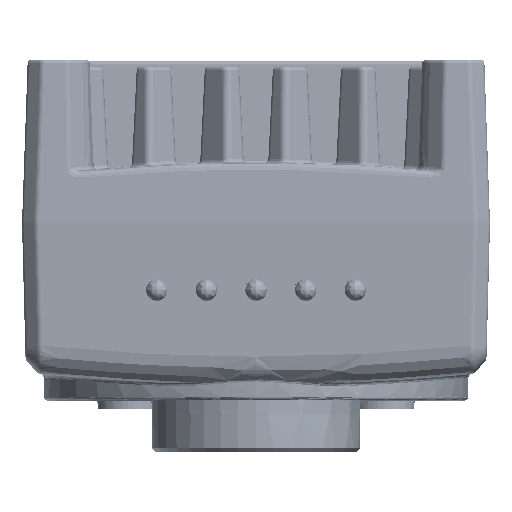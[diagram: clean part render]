
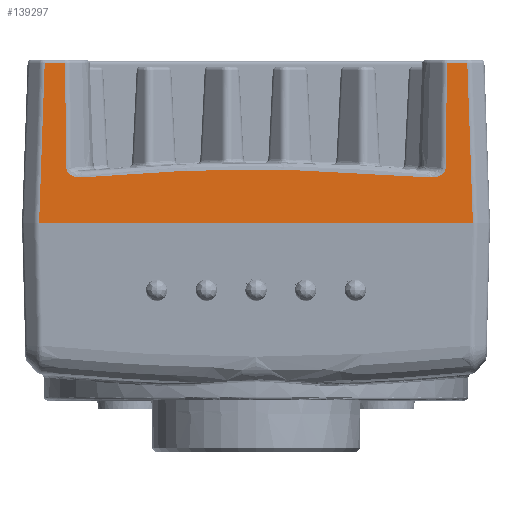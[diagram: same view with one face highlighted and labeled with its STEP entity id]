
A CAD part, top view. The second image highlights one B-rep face of the part: STEP entity #139297.
In plain terms, the highlighted planar face has unit normal (0, 0.035, 0.999).
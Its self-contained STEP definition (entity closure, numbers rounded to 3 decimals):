
#103091=DIRECTION('',(1.,0.,0.));
#103092=VECTOR('',#103091,2.851);
#103093=CARTESIAN_POINT('',(26.947,43.517,
31.214));
#103094=LINE('',#103093,#103092);
#103095=DIRECTION('',(0.035,-0.999,0.035));
#103096=VECTOR('',#103095,22.545);
#103097=CARTESIAN_POINT('',(29.798,43.517,
31.214));
#103098=LINE('',#103097,#103096);
#103099=DIRECTION('',(-1.,0.,0.));
#103100=VECTOR('',#103099,61.169);
#103101=CARTESIAN_POINT('',(30.585,21.,32.));
#103102=LINE('',#103101,#103100);
#103103=DIRECTION('',(0.035,0.999,-0.035));
#103104=VECTOR('',#103103,22.545);
#103105=CARTESIAN_POINT('',(-30.585,21.,32.));
#103106=LINE('',#103105,#103104);
#103107=DIRECTION('',(-1.,0.,0.));
#103108=VECTOR('',#103107,2.851);
#103109=CARTESIAN_POINT('',(-26.947,43.517,
31.214));
#103110=LINE('',#103109,#103108);
#103111=DIRECTION('',(-0.014,0.999,-0.035));
#103112=VECTOR('',#103111,14.767);
#103113=CARTESIAN_POINT('',(-26.734,28.761,
31.729));
#103114=LINE('',#103113,#103112);
#103115=CARTESIAN_POINT('',(-24.528,27.414,
31.776));
#103116=CARTESIAN_POINT('',(-24.672,27.401,
31.776));
#103117=CARTESIAN_POINT('',(-24.946,27.396,
31.777));
#103118=CARTESIAN_POINT('',(-25.313,27.44,
31.775));
#103119=CARTESIAN_POINT('',(-25.641,27.523,
31.772));
#103120=CARTESIAN_POINT('',(-25.927,27.639,
31.768));
#103121=CARTESIAN_POINT('',(-26.171,27.783,
31.763));
#103122=CARTESIAN_POINT('',(-26.374,27.951,
31.757));
#103123=CARTESIAN_POINT('',(-26.53,28.134,
31.751));
#103124=CARTESIAN_POINT('',(-26.644,28.33,
31.744));
#103125=CARTESIAN_POINT('',(-26.717,28.549,
31.736));
#103126=CARTESIAN_POINT('',(-26.732,28.69,
31.731));
#103127=CARTESIAN_POINT('',(-26.734,28.761,
31.729));
#103129=CARTESIAN_POINT('',(24.528,27.414,
31.776));
#103130=CARTESIAN_POINT('',(20.685,27.766,
31.764));
#103131=CARTESIAN_POINT('',(12.918,28.305,
31.745));
#103132=CARTESIAN_POINT('',(1.552,28.618,
31.734));
#103133=CARTESIAN_POINT('',(-11.098,28.412,
31.741));
#103134=CARTESIAN_POINT('',(-19.958,27.833,
31.761));
#103135=CARTESIAN_POINT('',(-24.528,27.414,
31.776));
#103137=CARTESIAN_POINT('',(26.734,28.761,
31.729));
#103138=CARTESIAN_POINT('',(26.732,28.689,
31.731));
#103139=CARTESIAN_POINT('',(26.716,28.542,
31.737));
#103140=CARTESIAN_POINT('',(26.638,28.313,
31.745));
#103141=CARTESIAN_POINT('',(26.497,28.084,
31.753));
#103142=CARTESIAN_POINT('',(26.293,27.874,
31.76));
#103143=CARTESIAN_POINT('',(26.03,27.691,
31.766));
#103144=CARTESIAN_POINT('',(25.712,27.545,
31.771));
#103145=CARTESIAN_POINT('',(25.331,27.44,
31.775));
#103146=CARTESIAN_POINT('',(24.917,27.394,
31.777));
#103147=CARTESIAN_POINT('',(24.658,27.402,
31.776));
#103148=CARTESIAN_POINT('',(24.528,27.414,
31.776));
#103150=DIRECTION('',(-0.014,-0.999,0.035));
#103151=VECTOR('',#103150,14.767);
#103152=CARTESIAN_POINT('',(26.947,43.517,
31.214));
#103153=LINE('',#103152,#103151);
#103307=CARTESIAN_POINT('',(26.947,43.517,
31.214));
#103822=CARTESIAN_POINT('',(-26.947,43.517,
31.214));
#132198=CARTESIAN_POINT('',(30.585,21.,32.));
#132199=CARTESIAN_POINT('',(-30.585,21.,32.));
#132200=VERTEX_POINT('',#132198);
#132201=VERTEX_POINT('',#132199);
#134323=VERTEX_POINT('',#103307);
#134326=CARTESIAN_POINT('',(29.798,43.517,
31.214));
#134327=VERTEX_POINT('',#134326);
#134384=VERTEX_POINT('',#103822);
#134386=CARTESIAN_POINT('',(-29.798,43.517,
31.214));
#134387=VERTEX_POINT('',#134386);
#134400=CARTESIAN_POINT('',(26.734,28.761,
31.729));
#134401=VERTEX_POINT('',#134400);
#134404=CARTESIAN_POINT('',(-26.734,28.761,
31.729));
#134405=VERTEX_POINT('',#134404);
#134990=VERTEX_POINT('',#103148);
#134992=VERTEX_POINT('',#103135);
#139272=CARTESIAN_POINT('',(33.,21.,32.));
#139273=DIRECTION('',(0.,0.035,0.999));
#139274=DIRECTION('',(0.,0.999,-0.035));
#139275=AXIS2_PLACEMENT_3D('',#139272,#139273,#139274);
#139276=PLANE('',#139275);
#139278=ORIENTED_EDGE('',*,*,#139277,.T.);
#139280=ORIENTED_EDGE('',*,*,#139279,.T.);
#139281=ORIENTED_EDGE('',*,*,#136612,.T.);
#139283=ORIENTED_EDGE('',*,*,#139282,.T.);
#139285=ORIENTED_EDGE('',*,*,#139284,.F.);
#139287=ORIENTED_EDGE('',*,*,#139286,.F.);
#139288=ORIENTED_EDGE('',*,*,#139262,.F.);
#139290=ORIENTED_EDGE('',*,*,#139289,.F.);
#139292=ORIENTED_EDGE('',*,*,#139291,.F.);
#139294=ORIENTED_EDGE('',*,*,#139293,.F.);
#139295=EDGE_LOOP('',(#139278,#139280,#139281,#139283,#139285,#139287,#139288,
#139290,#139292,#139294));
#139296=FACE_OUTER_BOUND('',#139295,.F.);
#139297=ADVANCED_FACE('',(#139296),#139276,.T.);
#103128=B_SPLINE_CURVE_WITH_KNOTS('',3,(#103115,#103116,#103117,#103118,#103119,
#103120,#103121,#103122,#103123,#103124,#103125,#103126,#103127),.UNSPECIFIED.,
.F.,.F.,(4,1,1,1,1,1,1,1,1,1,4),(0.,0.1,0.2,0.3,0.4,0.5,0.6,0.7,
0.8,0.9,1.),.UNSPECIFIED.);
#103136=B_SPLINE_CURVE_WITH_KNOTS('',3,(#103129,#103130,#103131,#103132,#103133,
#103134,#103135),.UNSPECIFIED.,.F.,.F.,(4,1,1,1,4),(0.,0.25,0.5,0.75,
1.),.UNSPECIFIED.);
#103149=B_SPLINE_CURVE_WITH_KNOTS('',3,(#103137,#103138,#103139,#103140,#103141,
#103142,#103143,#103144,#103145,#103146,#103147,#103148),.UNSPECIFIED.,.F.,.F.,(
4,1,1,1,1,1,1,1,1,4),(0.,0.111,0.222,
0.333,0.444,0.556,0.667,
0.778,0.889,1.),.UNSPECIFIED.);
#136612=EDGE_CURVE('',#132200,#132201,#103102,.T.);
#139262=EDGE_CURVE('',#134992,#134405,#103128,.T.);
#139277=EDGE_CURVE('',#134323,#134327,#103094,.T.);
#139279=EDGE_CURVE('',#134327,#132200,#103098,.T.);
#139282=EDGE_CURVE('',#132201,#134387,#103106,.T.);
#139284=EDGE_CURVE('',#134384,#134387,#103110,.T.);
#139286=EDGE_CURVE('',#134405,#134384,#103114,.T.);
#139289=EDGE_CURVE('',#134990,#134992,#103136,.T.);
#139291=EDGE_CURVE('',#134401,#134990,#103149,.T.);
#139293=EDGE_CURVE('',#134323,#134401,#103153,.T.);
